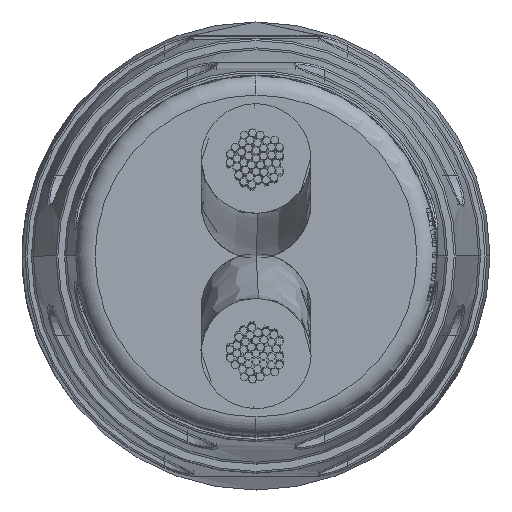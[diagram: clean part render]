
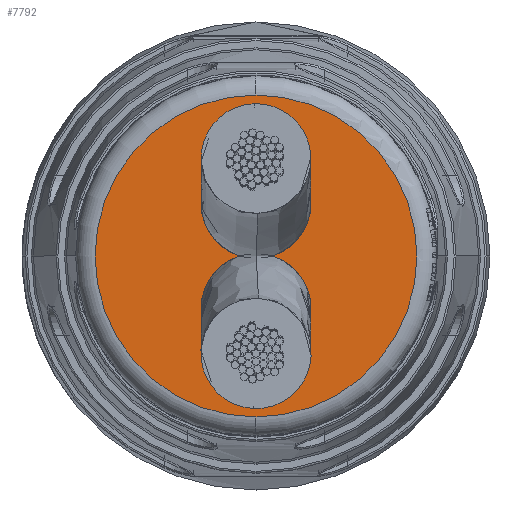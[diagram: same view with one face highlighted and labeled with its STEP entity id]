
A CAD part, left-side view. The second image highlights one B-rep face of the part: STEP entity #7792.
In plain terms, the highlighted face is planar.
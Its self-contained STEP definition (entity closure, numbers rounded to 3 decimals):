
#798 = CIRCLE ( 'NONE', #35959, 3.301 ) ;
#855 = CARTESIAN_POINT ( 'NONE',  ( 29.822, 0., 3.301 ) ) ;
#2049 = DIRECTION ( 'NONE',  ( 1., 0., 0. ) ) ;
#4321 = AXIS2_PLACEMENT_3D ( 'NONE', #8313, #29945, #33198 ) ;
#6532 = VERTEX_POINT ( 'NONE', #10559 ) ;
#6691 = EDGE_CURVE ( 'NONE', #30299, #6532, #798, .T. ) ;
#7273 = ORIENTED_EDGE ( 'NONE', *, *, #24418, .T. ) ;
#7792 = ADVANCED_FACE ( 'NONE', ( #39279 ), #24316, .F. ) ;
#8313 = CARTESIAN_POINT ( 'NONE',  ( 29.822, 0., 0. ) ) ;
#10559 = CARTESIAN_POINT ( 'NONE',  ( 29.822, 0., -3.301 ) ) ;
#11767 = DIRECTION ( 'NONE',  ( -1., 0., 0. ) ) ;
#20018 = DIRECTION ( 'NONE',  ( 0., 0., 1. ) ) ;
#20537 = CARTESIAN_POINT ( 'NONE',  ( 29.822, 0., 0. ) ) ;
#23790 = DIRECTION ( 'NONE',  ( 0., 0., 1. ) ) ;
#24316 = PLANE ( 'NONE',  #29300 ) ;
#24418 = EDGE_CURVE ( 'NONE', #6532, #30299, #32668, .T. ) ;
#29300 = AXIS2_PLACEMENT_3D ( 'NONE', #33397, #11767, #23790 ) ;
#29945 = DIRECTION ( 'NONE',  ( 1., 0., 0. ) ) ;
#30299 = VERTEX_POINT ( 'NONE', #855 ) ;
#31317 = EDGE_LOOP ( 'NONE', ( #39274, #7273 ) ) ;
#32668 = CIRCLE ( 'NONE', #4321, 3.301 ) ;
#33198 = DIRECTION ( 'NONE',  ( 0., 0., 1. ) ) ;
#33397 = CARTESIAN_POINT ( 'NONE',  ( 29.822, 3.7, 0. ) ) ;
#35959 = AXIS2_PLACEMENT_3D ( 'NONE', #20537, #2049, #20018 ) ;
#39274 = ORIENTED_EDGE ( 'NONE', *, *, #6691, .T. ) ;
#39279 = FACE_OUTER_BOUND ( 'NONE', #31317, .T. ) ;
